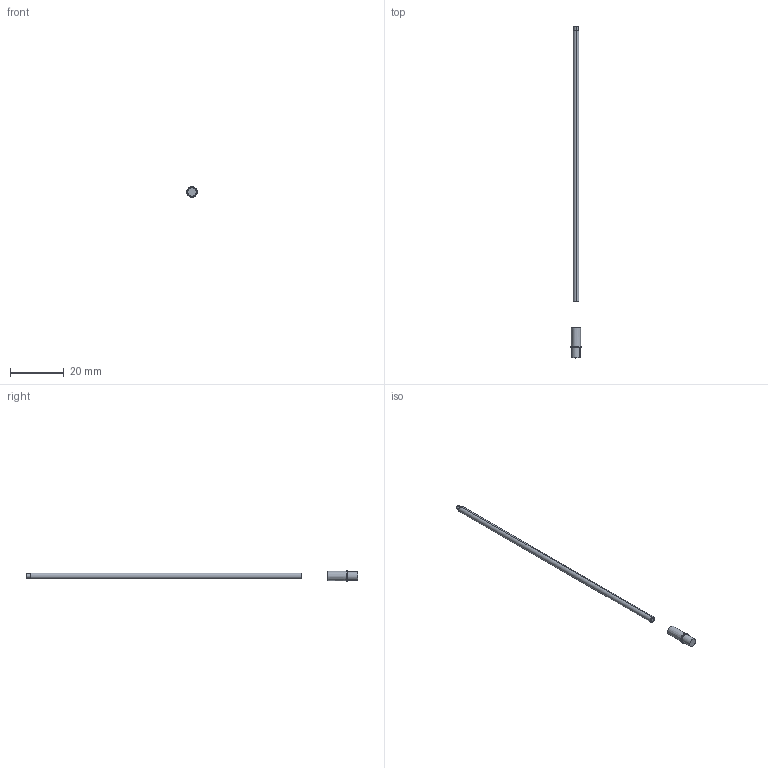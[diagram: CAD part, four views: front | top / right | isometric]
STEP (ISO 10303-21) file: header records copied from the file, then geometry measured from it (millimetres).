
FILE_DESCRIPTION (( 'STEP AP214' ), '1' );
FILE_NAME ('FLX3 XX.STEP', '2014-05-01T14:54:47', ( 'Admin' ), ( 'Microsoft' ), 'SwSTEP 2.0', 'SolidWorks 2014', '' );
FILE_SCHEMA (( 'AUTOMOTIVE_DESIGN' ));
Length unit declared in the file: inch
Products named in the file (4): LSV 045 FLP; Krazy Glue; OF 22 XX; FLX3 XX
Assembly tree (2 placements, depth 2):
  Krazy Glue
  FLX3 XX
    OF 22 XX
    LSV 045 FLP
Bounding box: 3.93 x 123.71 x 3.93 mm (x, y, z)
Volume: 451.8 mm3; surface area: 1870.4 mm2
Topology: 3 solids, 3 shells, 28 faces, 51 edges, 32 vertices
Faces by surface type: cylinder 10, plane 8, torus 4, cone 4, sphere 2
Entity records: 1101 total; most frequent: DIRECTION 154, CARTESIAN_POINT 116, ORIENTED_EDGE 102, AXIS2_PLACEMENT_3D 70, EDGE_CURVE 51, CIRCLE 37, EDGE_LOOP 33, VERTEX_POINT 32
